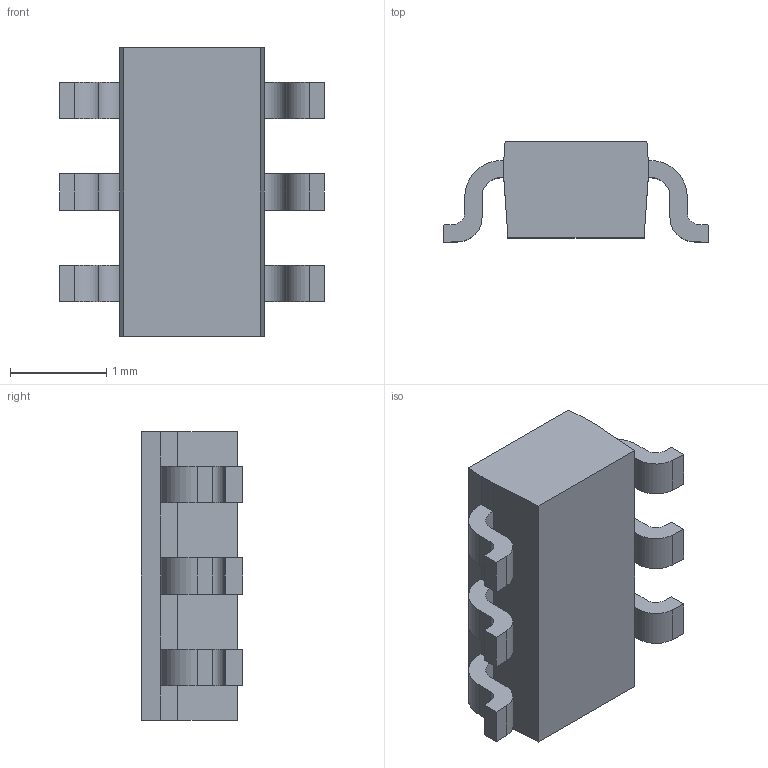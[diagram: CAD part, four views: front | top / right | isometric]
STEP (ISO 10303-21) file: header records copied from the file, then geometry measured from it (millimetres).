
FILE_DESCRIPTION(/* description */ ('Alibre Inc.'),/* implementation_level */ '2;1');
FILE_NAME(/* name */ 'export0',/* time_stamp */ '2012-08-29T13:12:39-07:00',/* author */ (''),/* organization */ (''),/* preprocessor_version */ 'ST-DEVELOPER v14',/* originating_system */ 'Alibre',/* authorisation */ '');
FILE_SCHEMA (('AUTOMOTIVE_DESIGN'));
Length unit declared in the file: millimetre
Bounding box: 2.75 x 1.05 x 3 mm (x, y, z)
Volume: 4.9 mm3; surface area: 24.9 mm2
Topology: 1 solids, 1 shells, 81 faces, 222 edges, 144 vertices
Faces by surface type: plane 59, cylinder 22
Entity records: 2549 total; most frequent: CARTESIAN_POINT 448, ORIENTED_EDGE 444, DIRECTION 383, EDGE_CURVE 222, VECTOR 166, LINE 166, VERTEX_POINT 144, AXIS2_PLACEMENT_3D 138
